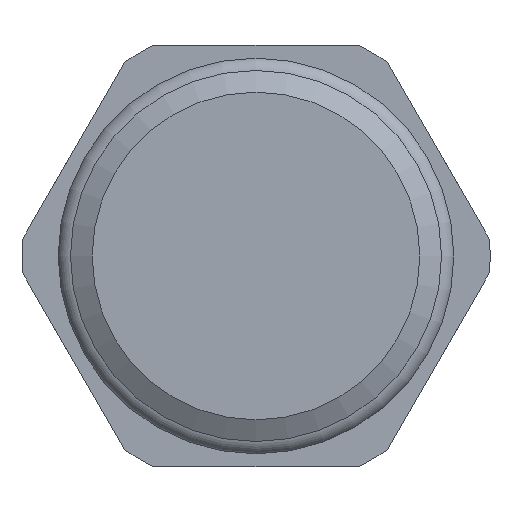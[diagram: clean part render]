
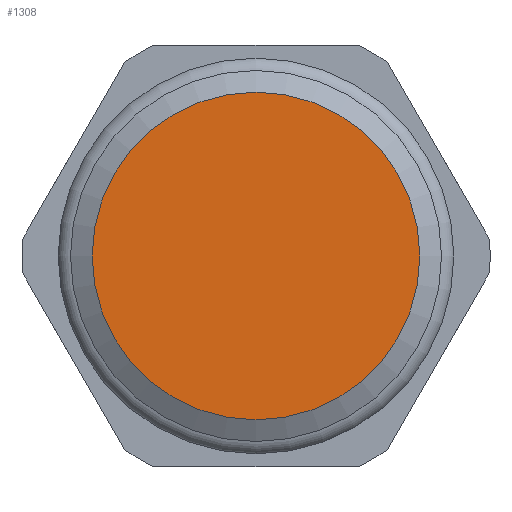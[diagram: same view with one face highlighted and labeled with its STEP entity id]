
A CAD part, front view. The second image highlights one B-rep face of the part: STEP entity #1308.
In plain terms, the highlighted planar face has unit normal (0, -1, 0).
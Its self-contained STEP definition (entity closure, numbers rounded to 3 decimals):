
#1257=CARTESIAN_POINT('',(7.,-7.,0.));
#1258=VERTEX_POINT('',#1257);
#1259=CARTESIAN_POINT('',(0.0,-7.,0.0));
#1260=DIRECTION('',(0.0,1.0,0.0));
#1261=DIRECTION('',(-1.0,0.0,0.0));
#1262=AXIS2_PLACEMENT_3D('',#1259,#1260,#1261);
#1263=CIRCLE('',#1262,7.);
#1264=EDGE_CURVE('',#1258,#1258,#1263,.T.);
#1300=CARTESIAN_POINT('',(0.0,-7.,0.0));
#1301=DIRECTION('',(0.0,1.0,0.0));
#1302=DIRECTION('',(0.0,0.0,1.0));
#1303=AXIS2_PLACEMENT_3D('',#1300,#1301,#1302);
#1304=PLANE('',#1303);
#1305=ORIENTED_EDGE('',*,*,#1264,.F.);
#1306=EDGE_LOOP('',(#1305));
#1307=FACE_OUTER_BOUND('',#1306,.T.);
#1308=ADVANCED_FACE('',(#1307),#1304,.F.);
